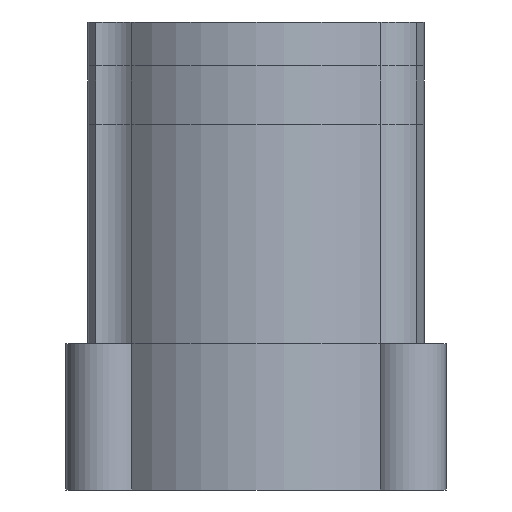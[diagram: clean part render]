
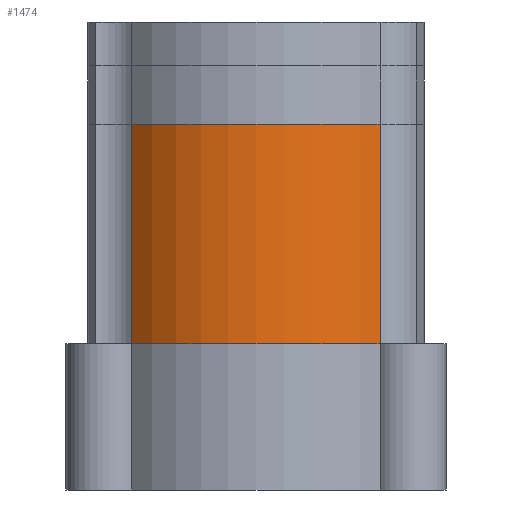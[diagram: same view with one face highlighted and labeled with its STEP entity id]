
A CAD part, front view. The second image highlights one B-rep face of the part: STEP entity #1474.
In plain terms, the highlighted cylindrical face has radius 11.5 mm (diameter 23 mm), a partial arc.
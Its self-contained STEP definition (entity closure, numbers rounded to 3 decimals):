
#159 = CYLINDRICAL_SURFACE('',#160,11.5);
#160 = AXIS2_PLACEMENT_3D('',#161,#162,#163);
#161 = CARTESIAN_POINT('',(0.,0.,0.));
#162 = DIRECTION('',(-0.,-0.,-1.));
#163 = DIRECTION('',(1.,0.,0.));
#595 = VERTEX_POINT('',#596);
#596 = CARTESIAN_POINT('',(-8.483,-7.765,10.));
#653 = EDGE_CURVE('',#595,#654,#656,.T.);
#654 = VERTEX_POINT('',#655);
#655 = CARTESIAN_POINT('',(8.483,-7.765,10.));
#656 = SURFACE_CURVE('',#657,(#662,#669),.PCURVE_S1.);
#657 = CIRCLE('',#658,11.5);
#658 = AXIS2_PLACEMENT_3D('',#659,#660,#661);
#659 = CARTESIAN_POINT('',(0.,0.,10.));
#660 = DIRECTION('',(0.,0.,1.));
#661 = DIRECTION('',(1.,0.,0.));
#662 = PCURVE('',#159,#663);
#663 = DEFINITIONAL_REPRESENTATION('',(#664),#668);
#664 = LINE('',#665,#666);
#665 = CARTESIAN_POINT('',(-0.,-10.));
#666 = VECTOR('',#667,1.);
#667 = DIRECTION('',(-1.,0.));
#668 = ( GEOMETRIC_REPRESENTATION_CONTEXT(2) 
PARAMETRIC_REPRESENTATION_CONTEXT() REPRESENTATION_CONTEXT('2D SPACE',''
  ) );
#669 = PCURVE('',#670,#675);
#670 = CYLINDRICAL_SURFACE('',#671,11.5);
#671 = AXIS2_PLACEMENT_3D('',#672,#673,#674);
#672 = CARTESIAN_POINT('',(0.,0.,10.));
#673 = DIRECTION('',(-0.,-0.,-1.));
#674 = DIRECTION('',(1.,0.,0.));
#675 = DEFINITIONAL_REPRESENTATION('',(#676),#680);
#676 = LINE('',#677,#678);
#677 = CARTESIAN_POINT('',(-0.,0.));
#678 = VECTOR('',#679,1.);
#679 = DIRECTION('',(-1.,0.));
#680 = ( GEOMETRIC_REPRESENTATION_CONTEXT(2) 
PARAMETRIC_REPRESENTATION_CONTEXT() REPRESENTATION_CONTEXT('2D SPACE',''
  ) );
#1429 = CYLINDRICAL_SURFACE('',#1430,2.6);
#1430 = AXIS2_PLACEMENT_3D('',#1431,#1432,#1433);
#1431 = CARTESIAN_POINT('',(-10.392,-6.,10.));
#1432 = DIRECTION('',(-0.,-0.,-1.));
#1433 = DIRECTION('',(1.,0.,0.));
#1474 = ADVANCED_FACE('',(#1475),#670,.T.);
#1475 = FACE_BOUND('',#1476,.F.);
#1476 = EDGE_LOOP('',(#1477,#1500,#1529,#1555));
#1477 = ORIENTED_EDGE('',*,*,#1478,.T.);
#1478 = EDGE_CURVE('',#595,#1479,#1481,.T.);
#1479 = VERTEX_POINT('',#1480);
#1480 = CARTESIAN_POINT('',(-8.483,-7.765,25.));
#1481 = SURFACE_CURVE('',#1482,(#1486,#1493),.PCURVE_S1.);
#1482 = LINE('',#1483,#1484);
#1483 = CARTESIAN_POINT('',(-8.483,-7.765,10.));
#1484 = VECTOR('',#1485,1.);
#1485 = DIRECTION('',(0.,0.,1.));
#1486 = PCURVE('',#670,#1487);
#1487 = DEFINITIONAL_REPRESENTATION('',(#1488),#1492);
#1488 = LINE('',#1489,#1490);
#1489 = CARTESIAN_POINT('',(-3.883,0.));
#1490 = VECTOR('',#1491,1.);
#1491 = DIRECTION('',(-0.,-1.));
#1492 = ( GEOMETRIC_REPRESENTATION_CONTEXT(2) 
PARAMETRIC_REPRESENTATION_CONTEXT() REPRESENTATION_CONTEXT('2D SPACE',''
  ) );
#1493 = PCURVE('',#1429,#1494);
#1494 = DEFINITIONAL_REPRESENTATION('',(#1495),#1499);
#1495 = LINE('',#1496,#1497);
#1496 = CARTESIAN_POINT('',(-5.537,0.));
#1497 = VECTOR('',#1498,1.);
#1498 = DIRECTION('',(-0.,-1.));
#1499 = ( GEOMETRIC_REPRESENTATION_CONTEXT(2) 
PARAMETRIC_REPRESENTATION_CONTEXT() REPRESENTATION_CONTEXT('2D SPACE',''
  ) );
#1500 = ORIENTED_EDGE('',*,*,#1501,.T.);
#1501 = EDGE_CURVE('',#1479,#1502,#1504,.T.);
#1502 = VERTEX_POINT('',#1503);
#1503 = CARTESIAN_POINT('',(8.483,-7.765,25.));
#1504 = SURFACE_CURVE('',#1505,(#1510,#1517),.PCURVE_S1.);
#1505 = CIRCLE('',#1506,11.5);
#1506 = AXIS2_PLACEMENT_3D('',#1507,#1508,#1509);
#1507 = CARTESIAN_POINT('',(0.,0.,25.));
#1508 = DIRECTION('',(0.,0.,1.));
#1509 = DIRECTION('',(1.,0.,0.));
#1510 = PCURVE('',#670,#1511);
#1511 = DEFINITIONAL_REPRESENTATION('',(#1512),#1516);
#1512 = LINE('',#1513,#1514);
#1513 = CARTESIAN_POINT('',(-0.,-15.));
#1514 = VECTOR('',#1515,1.);
#1515 = DIRECTION('',(-1.,0.));
#1516 = ( GEOMETRIC_REPRESENTATION_CONTEXT(2) 
PARAMETRIC_REPRESENTATION_CONTEXT() REPRESENTATION_CONTEXT('2D SPACE',''
  ) );
#1517 = PCURVE('',#1518,#1523);
#1518 = CYLINDRICAL_SURFACE('',#1519,11.5);
#1519 = AXIS2_PLACEMENT_3D('',#1520,#1521,#1522);
#1520 = CARTESIAN_POINT('',(0.,0.,25.));
#1521 = DIRECTION('',(-0.,-0.,-1.));
#1522 = DIRECTION('',(1.,0.,0.));
#1523 = DEFINITIONAL_REPRESENTATION('',(#1524),#1528);
#1524 = LINE('',#1525,#1526);
#1525 = CARTESIAN_POINT('',(-0.,0.));
#1526 = VECTOR('',#1527,1.);
#1527 = DIRECTION('',(-1.,0.));
#1528 = ( GEOMETRIC_REPRESENTATION_CONTEXT(2) 
PARAMETRIC_REPRESENTATION_CONTEXT() REPRESENTATION_CONTEXT('2D SPACE',''
  ) );
#1529 = ORIENTED_EDGE('',*,*,#1530,.F.);
#1530 = EDGE_CURVE('',#654,#1502,#1531,.T.);
#1531 = SURFACE_CURVE('',#1532,(#1536,#1543),.PCURVE_S1.);
#1532 = LINE('',#1533,#1534);
#1533 = CARTESIAN_POINT('',(8.483,-7.765,10.));
#1534 = VECTOR('',#1535,1.);
#1535 = DIRECTION('',(0.,0.,1.));
#1536 = PCURVE('',#670,#1537);
#1537 = DEFINITIONAL_REPRESENTATION('',(#1538),#1542);
#1538 = LINE('',#1539,#1540);
#1539 = CARTESIAN_POINT('',(-5.542,0.));
#1540 = VECTOR('',#1541,1.);
#1541 = DIRECTION('',(-0.,-1.));
#1542 = ( GEOMETRIC_REPRESENTATION_CONTEXT(2) 
PARAMETRIC_REPRESENTATION_CONTEXT() REPRESENTATION_CONTEXT('2D SPACE',''
  ) );
#1543 = PCURVE('',#1544,#1549);
#1544 = CYLINDRICAL_SURFACE('',#1545,2.6);
#1545 = AXIS2_PLACEMENT_3D('',#1546,#1547,#1548);
#1546 = CARTESIAN_POINT('',(10.392,-6.,10.));
#1547 = DIRECTION('',(-0.,-0.,-1.));
#1548 = DIRECTION('',(1.,0.,0.));
#1549 = DEFINITIONAL_REPRESENTATION('',(#1550),#1554);
#1550 = LINE('',#1551,#1552);
#1551 = CARTESIAN_POINT('',(-3.888,0.));
#1552 = VECTOR('',#1553,1.);
#1553 = DIRECTION('',(-0.,-1.));
#1554 = ( GEOMETRIC_REPRESENTATION_CONTEXT(2) 
PARAMETRIC_REPRESENTATION_CONTEXT() REPRESENTATION_CONTEXT('2D SPACE',''
  ) );
#1555 = ORIENTED_EDGE('',*,*,#653,.F.);
